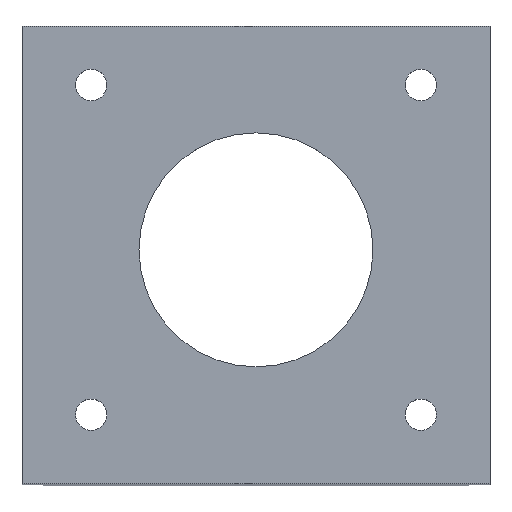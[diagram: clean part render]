
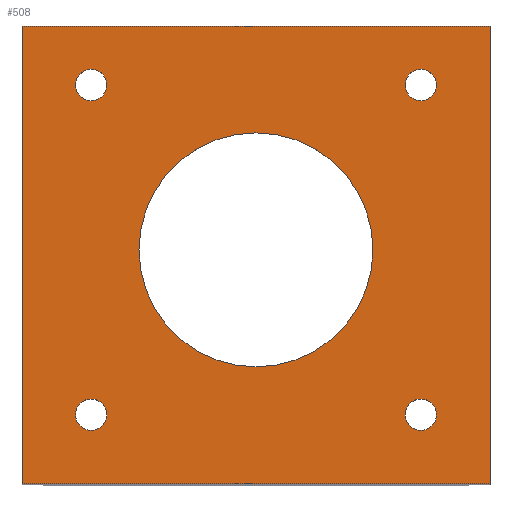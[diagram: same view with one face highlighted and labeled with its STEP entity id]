
A CAD part, top view. The second image highlights one B-rep face of the part: STEP entity #508.
In plain terms, the highlighted planar face has unit normal (0, 0, 1).
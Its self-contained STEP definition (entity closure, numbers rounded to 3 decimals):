
#15=CIRCLE('',#549,11.);
#17=CIRCLE('',#552,1.475);
#19=CIRCLE('',#555,1.475);
#21=CIRCLE('',#558,1.475);
#23=CIRCLE('',#561,1.475);
#31=FACE_BOUND('',#93,.T.);
#32=FACE_BOUND('',#94,.T.);
#33=FACE_BOUND('',#95,.T.);
#34=FACE_BOUND('',#96,.T.);
#35=FACE_BOUND('',#97,.T.);
#65=FACE_OUTER_BOUND('',#92,.T.);
#92=EDGE_LOOP('',(#445,#446,#447,#448));
#93=EDGE_LOOP('',(#449));
#94=EDGE_LOOP('',(#450));
#95=EDGE_LOOP('',(#451));
#96=EDGE_LOOP('',(#452));
#97=EDGE_LOOP('',(#453));
#154=LINE('',#824,#211);
#156=LINE('',#828,#213);
#158=LINE('',#832,#215);
#160=LINE('',#835,#217);
#211=VECTOR('',#683,10.);
#213=VECTOR('',#687,10.);
#215=VECTOR('',#691,10.);
#217=VECTOR('',#695,10.);
#248=VERTEX_POINT('',#790);
#250=VERTEX_POINT('',#796);
#252=VERTEX_POINT('',#802);
#254=VERTEX_POINT('',#808);
#256=VERTEX_POINT('',#814);
#258=VERTEX_POINT('',#821);
#259=VERTEX_POINT('',#823);
#260=VERTEX_POINT('',#827);
#261=VERTEX_POINT('',#831);
#305=EDGE_CURVE('',#248,#248,#15,.T.);
#308=EDGE_CURVE('',#250,#250,#17,.T.);
#311=EDGE_CURVE('',#252,#252,#19,.T.);
#314=EDGE_CURVE('',#254,#254,#21,.T.);
#317=EDGE_CURVE('',#256,#256,#23,.T.);
#322=EDGE_CURVE('',#259,#258,#154,.T.);
#324=EDGE_CURVE('',#260,#259,#156,.T.);
#326=EDGE_CURVE('',#261,#260,#158,.T.);
#328=EDGE_CURVE('',#258,#261,#160,.T.);
#445=ORIENTED_EDGE('',*,*,#328,.T.);
#446=ORIENTED_EDGE('',*,*,#326,.T.);
#447=ORIENTED_EDGE('',*,*,#324,.T.);
#448=ORIENTED_EDGE('',*,*,#322,.T.);
#449=ORIENTED_EDGE('',*,*,#317,.T.);
#450=ORIENTED_EDGE('',*,*,#314,.T.);
#451=ORIENTED_EDGE('',*,*,#311,.T.);
#452=ORIENTED_EDGE('',*,*,#308,.T.);
#453=ORIENTED_EDGE('',*,*,#305,.T.);
#482=PLANE('',#567);
#508=ADVANCED_FACE('',(#65,#31,#32,#33,#34,#35),#482,.T.);
#549=AXIS2_PLACEMENT_3D('',#791,#646,#647);
#552=AXIS2_PLACEMENT_3D('',#797,#653,#654);
#555=AXIS2_PLACEMENT_3D('',#803,#660,#661);
#558=AXIS2_PLACEMENT_3D('',#809,#667,#668);
#561=AXIS2_PLACEMENT_3D('',#815,#674,#675);
#567=AXIS2_PLACEMENT_3D('',#836,#696,#697);
#646=DIRECTION('center_axis',(0.,0.,-1.));
#647=DIRECTION('ref_axis',(-1.,0.,0.));
#653=DIRECTION('center_axis',(0.,0.,-1.));
#654=DIRECTION('ref_axis',(-1.,0.,0.));
#660=DIRECTION('center_axis',(0.,0.,-1.));
#661=DIRECTION('ref_axis',(-1.,0.,0.));
#667=DIRECTION('center_axis',(0.,0.,-1.));
#668=DIRECTION('ref_axis',(-1.,0.,0.));
#674=DIRECTION('center_axis',(0.,0.,-1.));
#675=DIRECTION('ref_axis',(-1.,0.,0.));
#683=DIRECTION('',(-1.,0.,0.));
#687=DIRECTION('',(0.,1.,0.));
#691=DIRECTION('',(1.,0.,0.));
#695=DIRECTION('',(0.,-1.,0.));
#696=DIRECTION('center_axis',(0.,0.,1.));
#697=DIRECTION('ref_axis',(1.,0.,0.));
#790=CARTESIAN_POINT('',(11.,0.,2.));
#791=CARTESIAN_POINT('Origin',(0.,0.,2.));
#796=CARTESIAN_POINT('',(-14.025,-15.5,2.));
#797=CARTESIAN_POINT('Origin',(-15.5,-15.5,2.));
#802=CARTESIAN_POINT('',(16.975,-15.5,2.));
#803=CARTESIAN_POINT('Origin',(15.5,-15.5,2.));
#808=CARTESIAN_POINT('',(-14.025,15.5,2.));
#809=CARTESIAN_POINT('Origin',(-15.5,15.5,2.));
#814=CARTESIAN_POINT('',(16.975,15.5,2.));
#815=CARTESIAN_POINT('Origin',(15.5,15.5,2.));
#821=CARTESIAN_POINT('',(-22.,21.,2.));
#823=CARTESIAN_POINT('',(22.,21.,2.));
#824=CARTESIAN_POINT('',(22.,21.,2.));
#827=CARTESIAN_POINT('',(22.,-22.,2.));
#828=CARTESIAN_POINT('',(22.,-22.,2.));
#831=CARTESIAN_POINT('',(-22.,-22.,2.));
#832=CARTESIAN_POINT('',(-22.,-22.,2.));
#835=CARTESIAN_POINT('',(-22.,22.,2.));
#836=CARTESIAN_POINT('Origin',(0.,-0.5,
2.));
